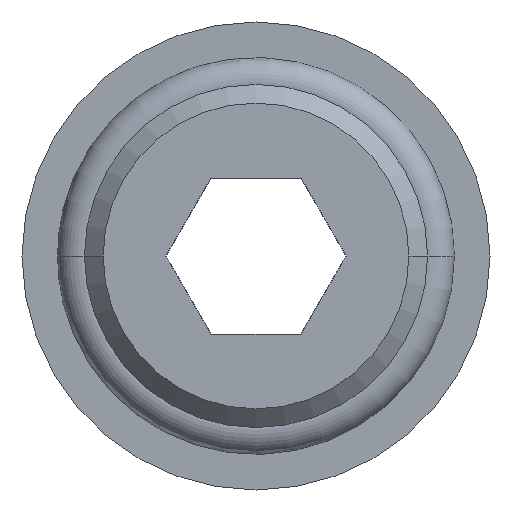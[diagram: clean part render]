
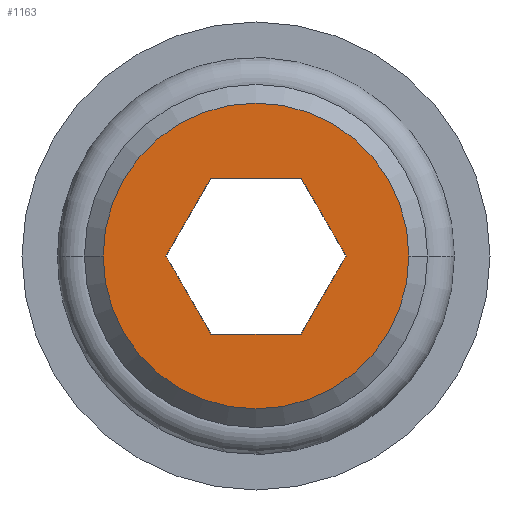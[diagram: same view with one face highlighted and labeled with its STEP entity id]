
A CAD part, front view. The second image highlights one B-rep face of the part: STEP entity #1163.
In plain terms, the highlighted planar face has unit normal (0, -1, 0).
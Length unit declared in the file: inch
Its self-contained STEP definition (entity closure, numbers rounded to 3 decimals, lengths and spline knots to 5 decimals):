
#370=DIRECTION('',(-0.5,0.,0.866));
#371=VECTOR('',#370,0.14434);
#372=CARTESIAN_POINT('',(-0.07217,-0.45,-0.125));
#373=LINE('',#372,#371);
#374=DIRECTION('',(-1.,0.,0.));
#375=VECTOR('',#374,0.14434);
#376=CARTESIAN_POINT('',(0.07217,-0.45,-0.125));
#377=LINE('',#376,#375);
#378=DIRECTION('',(-0.5,0.,-0.866));
#379=VECTOR('',#378,0.14434);
#380=CARTESIAN_POINT('',(0.14434,-0.45,0.));
#381=LINE('',#380,#379);
#382=DIRECTION('',(0.5,0.,-0.866));
#383=VECTOR('',#382,0.14434);
#384=CARTESIAN_POINT('',(0.07217,-0.45,0.125));
#385=LINE('',#384,#383);
#386=DIRECTION('',(1.,0.,0.));
#387=VECTOR('',#386,0.14434);
#388=CARTESIAN_POINT('',(-0.07217,-0.45,0.125));
#389=LINE('',#388,#387);
#390=DIRECTION('',(0.5,0.,0.866));
#391=VECTOR('',#390,0.14434);
#392=CARTESIAN_POINT('',(-0.14434,-0.45,0.));
#393=LINE('',#392,#391);
#402=CARTESIAN_POINT('',(0.,-0.45,0.));
#403=DIRECTION('',(0.,1.,0.));
#404=DIRECTION('',(1.,0.,0.));
#405=AXIS2_PLACEMENT_3D('',#402,#403,#404);
#407=CARTESIAN_POINT('',(0.,-0.45,0.));
#408=DIRECTION('',(0.,-1.,0.));
#409=DIRECTION('',(1.,0.,0.));
#410=AXIS2_PLACEMENT_3D('',#407,#408,#409);
#746=CARTESIAN_POINT('',(0.245,-0.45,0.));
#748=VERTEX_POINT('',#746);
#754=CARTESIAN_POINT('',(-0.245,-0.45,0.));
#756=VERTEX_POINT('',#754);
#775=CARTESIAN_POINT('',(-0.07217,-0.45,-0.125));
#777=VERTEX_POINT('',#775);
#779=CARTESIAN_POINT('',(-0.14434,-0.45,0.));
#781=VERTEX_POINT('',#779);
#783=CARTESIAN_POINT('',(-0.07217,-0.45,0.125));
#785=VERTEX_POINT('',#783);
#787=CARTESIAN_POINT('',(0.07217,-0.45,0.125));
#789=VERTEX_POINT('',#787);
#791=CARTESIAN_POINT('',(0.14434,-0.45,0.));
#793=VERTEX_POINT('',#791);
#795=CARTESIAN_POINT('',(0.07217,-0.45,-0.125));
#797=VERTEX_POINT('',#795);
#1144=CARTESIAN_POINT('',(0.,-0.45,0.));
#1145=DIRECTION('',(0.,-1.,0.));
#1146=DIRECTION('',(-1.,0.,0.));
#1147=AXIS2_PLACEMENT_3D('',#1144,#1145,#1146);
#1148=PLANE('',#1147);
#1150=ORIENTED_EDGE('',*,*,#1149,.T.);
#1152=ORIENTED_EDGE('',*,*,#1151,.F.);
#1153=EDGE_LOOP('',(#1150,#1152));
#1154=FACE_OUTER_BOUND('',#1153,.F.);
#1155=ORIENTED_EDGE('',*,*,#1064,.F.);
#1156=ORIENTED_EDGE('',*,*,#1081,.F.);
#1157=ORIENTED_EDGE('',*,*,#1093,.F.);
#1158=ORIENTED_EDGE('',*,*,#1107,.F.);
#1159=ORIENTED_EDGE('',*,*,#1122,.F.);
#1160=ORIENTED_EDGE('',*,*,#1136,.F.);
#1161=EDGE_LOOP('',(#1155,#1156,#1157,#1158,#1159,#1160));
#1162=FACE_BOUND('',#1161,.F.);
#1163=ADVANCED_FACE('',(#1154,#1162),#1148,.T.);
#406=CIRCLE('',#405,0.245);
#411=CIRCLE('',#410,0.245);
#1064=EDGE_CURVE('',#777,#781,#373,.T.);
#1081=EDGE_CURVE('',#797,#777,#377,.T.);
#1093=EDGE_CURVE('',#793,#797,#381,.T.);
#1107=EDGE_CURVE('',#789,#793,#385,.T.);
#1122=EDGE_CURVE('',#785,#789,#389,.T.);
#1136=EDGE_CURVE('',#781,#785,#393,.T.);
#1149=EDGE_CURVE('',#748,#756,#406,.T.);
#1151=EDGE_CURVE('',#748,#756,#411,.T.);
